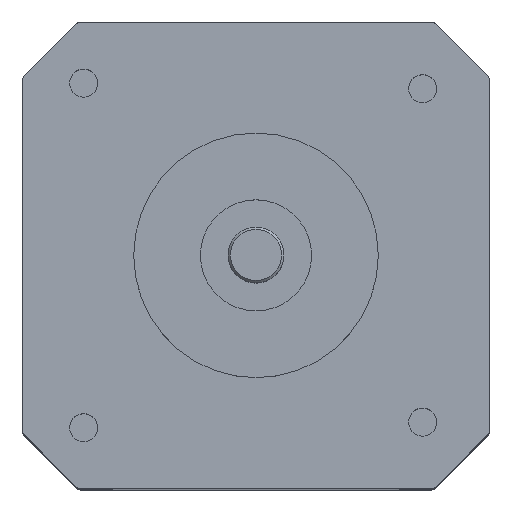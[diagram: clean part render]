
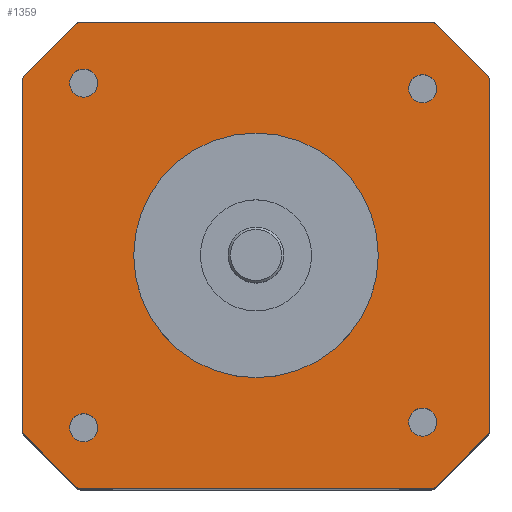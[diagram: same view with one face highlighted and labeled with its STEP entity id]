
A CAD part, top view. The second image highlights one B-rep face of the part: STEP entity #1359.
In plain terms, the highlighted planar face has unit normal (0, 0, 1).
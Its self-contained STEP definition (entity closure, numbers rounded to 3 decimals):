
#26=FACE_BOUND('',#169,.T.);
#27=FACE_BOUND('',#170,.T.);
#28=FACE_BOUND('',#171,.T.);
#29=FACE_BOUND('',#172,.T.);
#30=FACE_BOUND('',#173,.T.);
#44=PLANE('',#1462);
#85=FACE_OUTER_BOUND('',#168,.T.);
#168=EDGE_LOOP('',(#920,#921,#922,#923,#924,#925,#926,#927,#928,#929,#930,
#931,#932,#933,#934,#935));
#169=EDGE_LOOP('',(#936));
#170=EDGE_LOOP('',(#937));
#171=EDGE_LOOP('',(#938));
#172=EDGE_LOOP('',(#939));
#173=EDGE_LOOP('',(#940));
#270=LINE('',#2098,#385);
#271=LINE('',#2102,#386);
#272=LINE('',#2106,#387);
#273=LINE('',#2110,#388);
#274=LINE('',#2114,#389);
#275=LINE('',#2118,#390);
#276=LINE('',#2122,#391);
#277=LINE('',#2125,#392);
#385=VECTOR('',#1642,10.);
#386=VECTOR('',#1645,10.);
#387=VECTOR('',#1648,10.);
#388=VECTOR('',#1651,10.);
#389=VECTOR('',#1654,10.);
#390=VECTOR('',#1657,10.);
#391=VECTOR('',#1660,10.);
#392=VECTOR('',#1663,10.);
#499=CIRCLE('',#1461,0.5);
#500=CIRCLE('',#1463,0.5);
#501=CIRCLE('',#1464,0.5);
#502=CIRCLE('',#1465,0.5);
#503=CIRCLE('',#1466,0.5);
#504=CIRCLE('',#1467,0.5);
#505=CIRCLE('',#1468,0.5);
#506=CIRCLE('',#1469,0.5);
#507=CIRCLE('',#1470,1.265);
#508=CIRCLE('',#1471,1.265);
#509=CIRCLE('',#1472,1.265);
#510=CIRCLE('',#1473,1.265);
#511=CIRCLE('',#1474,11.);
#585=VERTEX_POINT('',#2091);
#586=VERTEX_POINT('',#2093);
#587=VERTEX_POINT('',#2097);
#588=VERTEX_POINT('',#2099);
#589=VERTEX_POINT('',#2101);
#590=VERTEX_POINT('',#2103);
#591=VERTEX_POINT('',#2105);
#592=VERTEX_POINT('',#2107);
#593=VERTEX_POINT('',#2109);
#594=VERTEX_POINT('',#2111);
#595=VERTEX_POINT('',#2113);
#596=VERTEX_POINT('',#2115);
#597=VERTEX_POINT('',#2117);
#598=VERTEX_POINT('',#2119);
#599=VERTEX_POINT('',#2121);
#600=VERTEX_POINT('',#2123);
#601=VERTEX_POINT('',#2126);
#602=VERTEX_POINT('',#2128);
#603=VERTEX_POINT('',#2130);
#604=VERTEX_POINT('',#2132);
#605=VERTEX_POINT('',#2134);
#718=EDGE_CURVE('',#585,#586,#499,.T.);
#720=EDGE_CURVE('',#587,#585,#270,.T.);
#721=EDGE_CURVE('',#588,#587,#500,.T.);
#722=EDGE_CURVE('',#588,#589,#271,.T.);
#723=EDGE_CURVE('',#590,#589,#501,.T.);
#724=EDGE_CURVE('',#591,#590,#272,.T.);
#725=EDGE_CURVE('',#592,#591,#502,.T.);
#726=EDGE_CURVE('',#592,#593,#273,.T.);
#727=EDGE_CURVE('',#594,#593,#503,.T.);
#728=EDGE_CURVE('',#594,#595,#274,.T.);
#729=EDGE_CURVE('',#596,#595,#504,.T.);
#730=EDGE_CURVE('',#596,#597,#275,.T.);
#731=EDGE_CURVE('',#598,#597,#505,.T.);
#732=EDGE_CURVE('',#598,#599,#276,.T.);
#733=EDGE_CURVE('',#600,#599,#506,.T.);
#734=EDGE_CURVE('',#600,#586,#277,.T.);
#735=EDGE_CURVE('',#601,#601,#507,.F.);
#736=EDGE_CURVE('',#602,#602,#508,.F.);
#737=EDGE_CURVE('',#603,#603,#509,.F.);
#738=EDGE_CURVE('',#604,#604,#510,.F.);
#739=EDGE_CURVE('',#605,#605,#511,.T.);
#920=ORIENTED_EDGE('',*,*,#718,.F.);
#921=ORIENTED_EDGE('',*,*,#720,.F.);
#922=ORIENTED_EDGE('',*,*,#721,.F.);
#923=ORIENTED_EDGE('',*,*,#722,.T.);
#924=ORIENTED_EDGE('',*,*,#723,.F.);
#925=ORIENTED_EDGE('',*,*,#724,.F.);
#926=ORIENTED_EDGE('',*,*,#725,.F.);
#927=ORIENTED_EDGE('',*,*,#726,.T.);
#928=ORIENTED_EDGE('',*,*,#727,.F.);
#929=ORIENTED_EDGE('',*,*,#728,.T.);
#930=ORIENTED_EDGE('',*,*,#729,.F.);
#931=ORIENTED_EDGE('',*,*,#730,.T.);
#932=ORIENTED_EDGE('',*,*,#731,.F.);
#933=ORIENTED_EDGE('',*,*,#732,.T.);
#934=ORIENTED_EDGE('',*,*,#733,.F.);
#935=ORIENTED_EDGE('',*,*,#734,.T.);
#936=ORIENTED_EDGE('',*,*,#735,.T.);
#937=ORIENTED_EDGE('',*,*,#736,.T.);
#938=ORIENTED_EDGE('',*,*,#737,.T.);
#939=ORIENTED_EDGE('',*,*,#738,.T.);
#940=ORIENTED_EDGE('',*,*,#739,.F.);
#1359=ADVANCED_FACE('',(#85,#26,#27,#28,#29,#30),#44,.T.);
#1461=AXIS2_PLACEMENT_3D('',#2094,#1637,#1638);
#1462=AXIS2_PLACEMENT_3D('',#2096,#1640,#1641);
#1463=AXIS2_PLACEMENT_3D('',#2100,#1643,#1644);
#1464=AXIS2_PLACEMENT_3D('',#2104,#1646,#1647);
#1465=AXIS2_PLACEMENT_3D('',#2108,#1649,#1650);
#1466=AXIS2_PLACEMENT_3D('',#2112,#1652,#1653);
#1467=AXIS2_PLACEMENT_3D('',#2116,#1655,#1656);
#1468=AXIS2_PLACEMENT_3D('',#2120,#1658,#1659);
#1469=AXIS2_PLACEMENT_3D('',#2124,#1661,#1662);
#1470=AXIS2_PLACEMENT_3D('',#2127,#1664,#1665);
#1471=AXIS2_PLACEMENT_3D('',#2129,#1666,#1667);
#1472=AXIS2_PLACEMENT_3D('',#2131,#1668,#1669);
#1473=AXIS2_PLACEMENT_3D('',#2133,#1670,#1671);
#1474=AXIS2_PLACEMENT_3D('',#2135,#1672,#1673);
#1637=DIRECTION('center_axis',(0.,0.,-1.));
#1638=DIRECTION('ref_axis',(-0.383,0.924,0.));
#1640=DIRECTION('center_axis',(0.,0.,1.));
#1641=DIRECTION('ref_axis',(1.,0.,0.));
#1642=DIRECTION('',(0.707,0.707,0.));
#1643=DIRECTION('center_axis',(0.,0.,-1.));
#1644=DIRECTION('ref_axis',(-0.924,0.383,0.));
#1645=DIRECTION('',(0.,-1.,0.));
#1646=DIRECTION('center_axis',(0.,0.,-1.));
#1647=DIRECTION('ref_axis',(-0.924,-0.383,0.));
#1648=DIRECTION('',(-0.707,0.707,0.));
#1649=DIRECTION('center_axis',(0.,0.,-1.));
#1650=DIRECTION('ref_axis',(-0.383,-0.924,0.));
#1651=DIRECTION('',(1.,0.,0.));
#1652=DIRECTION('center_axis',(0.,0.,-1.));
#1653=DIRECTION('ref_axis',(0.383,-0.924,0.));
#1654=DIRECTION('',(0.707,0.707,0.));
#1655=DIRECTION('center_axis',(0.,0.,-1.));
#1656=DIRECTION('ref_axis',(0.924,-0.383,0.));
#1657=DIRECTION('',(0.,1.,0.));
#1658=DIRECTION('center_axis',(0.,0.,-1.));
#1659=DIRECTION('ref_axis',(0.924,0.383,0.));
#1660=DIRECTION('',(-0.707,0.707,0.));
#1661=DIRECTION('center_axis',(0.,0.,-1.));
#1662=DIRECTION('ref_axis',(0.383,0.924,0.));
#1663=DIRECTION('',(-1.,0.,0.));
#1664=DIRECTION('center_axis',(0.,0.,1.));
#1665=DIRECTION('ref_axis',(1.,0.,0.));
#1666=DIRECTION('center_axis',(0.,0.,1.));
#1667=DIRECTION('ref_axis',(1.,0.,0.));
#1668=DIRECTION('center_axis',(0.,0.,1.));
#1669=DIRECTION('ref_axis',(1.,0.,0.));
#1670=DIRECTION('center_axis',(0.,0.,1.));
#1671=DIRECTION('ref_axis',(1.,0.,0.));
#1672=DIRECTION('center_axis',(0.,0.,1.));
#1673=DIRECTION('ref_axis',(1.,0.,0.));
#2091=CARTESIAN_POINT('',(-16.146,20.854,0.));
#2093=CARTESIAN_POINT('',(-15.793,21.,0.));
#2094=CARTESIAN_POINT('Origin',(-15.793,20.5,0.));
#2096=CARTESIAN_POINT('Origin',(0.,0.,
0.));
#2097=CARTESIAN_POINT('',(-20.854,16.146,0.));
#2098=CARTESIAN_POINT('',(-21.,16.,0.));
#2099=CARTESIAN_POINT('',(-21.,15.793,0.));
#2100=CARTESIAN_POINT('Origin',(-20.5,15.793,0.));
#2101=CARTESIAN_POINT('',(-21.,-15.793,0.));
#2102=CARTESIAN_POINT('',(-21.,16.,0.));
#2103=CARTESIAN_POINT('',(-20.854,-16.146,0.));
#2104=CARTESIAN_POINT('Origin',(-20.5,-15.793,0.));
#2105=CARTESIAN_POINT('',(-16.146,-20.854,0.));
#2106=CARTESIAN_POINT('',(-16.,-21.,0.));
#2107=CARTESIAN_POINT('',(-15.793,-21.,0.));
#2108=CARTESIAN_POINT('Origin',(-15.793,-20.5,0.));
#2109=CARTESIAN_POINT('',(15.793,-21.,0.));
#2110=CARTESIAN_POINT('',(-16.,-21.,0.));
#2111=CARTESIAN_POINT('',(16.146,-20.854,0.));
#2112=CARTESIAN_POINT('Origin',(15.793,-20.5,0.));
#2113=CARTESIAN_POINT('',(20.854,-16.146,0.));
#2114=CARTESIAN_POINT('',(16.,-21.,0.));
#2115=CARTESIAN_POINT('',(21.,-15.793,0.));
#2116=CARTESIAN_POINT('Origin',(20.5,-15.793,0.));
#2117=CARTESIAN_POINT('',(21.,15.793,0.));
#2118=CARTESIAN_POINT('',(21.,-16.,0.));
#2119=CARTESIAN_POINT('',(20.854,16.146,0.));
#2120=CARTESIAN_POINT('Origin',(20.5,15.793,0.));
#2121=CARTESIAN_POINT('',(16.146,20.854,0.));
#2122=CARTESIAN_POINT('',(21.,16.,0.));
#2123=CARTESIAN_POINT('',(15.793,21.,0.));
#2124=CARTESIAN_POINT('Origin',(15.793,20.5,0.));
#2125=CARTESIAN_POINT('',(16.,21.,0.));
#2126=CARTESIAN_POINT('',(13.736,-15.,0.));
#2127=CARTESIAN_POINT('Origin',(15.,-15.,0.));
#2128=CARTESIAN_POINT('',(-16.765,-15.5,0.));
#2129=CARTESIAN_POINT('Origin',(-15.5,-15.5,0.));
#2130=CARTESIAN_POINT('',(-16.765,15.5,0.));
#2131=CARTESIAN_POINT('Origin',(-15.5,15.5,0.));
#2132=CARTESIAN_POINT('',(13.736,15.,0.));
#2133=CARTESIAN_POINT('Origin',(15.,15.,0.));
#2134=CARTESIAN_POINT('',(-11.,0.,0.));
#2135=CARTESIAN_POINT('Origin',(0.,0.,0.));
